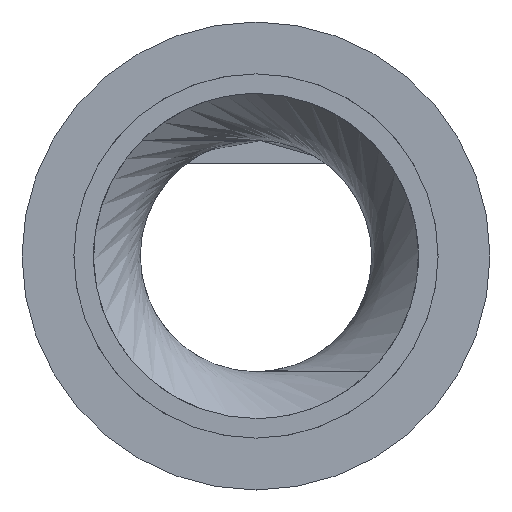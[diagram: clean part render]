
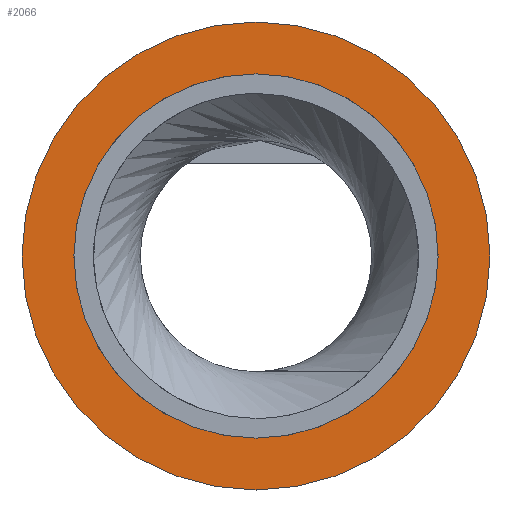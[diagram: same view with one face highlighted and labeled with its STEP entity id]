
A CAD part, front view. The second image highlights one B-rep face of the part: STEP entity #2066.
In plain terms, the highlighted planar face has unit normal (0, -1, 0).
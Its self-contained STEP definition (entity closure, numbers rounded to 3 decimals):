
#16 = CARTESIAN_POINT ( 'NONE',  ( 0., -16., -6.59 ) ) ;
#122 = DIRECTION ( 'NONE',  ( 0., -1., 0. ) ) ;
#203 = CIRCLE ( 'NONE', #1085, 3.25 ) ;
#272 = DIRECTION ( 'NONE',  ( 0., 0., -1. ) ) ;
#311 = DIRECTION ( 'NONE',  ( 0., -1., 0. ) ) ;
#316 = EDGE_LOOP ( 'NONE', ( #571, #555 ) ) ;
#326 = EDGE_CURVE ( 'NONE', #1308, #749, #203, .T. ) ;
#372 = CARTESIAN_POINT ( 'NONE',  ( 0., -16., -2.415 ) ) ;
#402 = PLANE ( 'NONE',  #2724 ) ;
#491 = ORIENTED_EDGE ( 'NONE', *, *, #1628, .F. ) ;
#555 = ORIENTED_EDGE ( 'NONE', *, *, #1610, .T. ) ;
#571 = ORIENTED_EDGE ( 'NONE', *, *, #2238, .T. ) ;
#672 = CARTESIAN_POINT ( 'NONE',  ( 0., -16., 1.76 ) ) ;
#704 = VERTEX_POINT ( 'NONE', #672 ) ;
#708 = EDGE_LOOP ( 'NONE', ( #491, #3017 ) ) ;
#749 = VERTEX_POINT ( 'NONE', #928 ) ;
#836 = CARTESIAN_POINT ( 'NONE',  ( 0., -16., -2.415 ) ) ;
#857 = DIRECTION ( 'NONE',  ( 0., 0., -1. ) ) ;
#928 = CARTESIAN_POINT ( 'NONE',  ( 0., -16., -5.665 ) ) ;
#1027 = FACE_BOUND ( 'NONE', #708, .T. ) ;
#1085 = AXIS2_PLACEMENT_3D ( 'NONE', #836, #1583, #857 ) ;
#1088 = CARTESIAN_POINT ( 'NONE',  ( 0., -16., -5.665 ) ) ;
#1153 = CARTESIAN_POINT ( 'NONE',  ( 0., -16., -2.415 ) ) ;
#1308 = VERTEX_POINT ( 'NONE', #1632 ) ;
#1519 = CARTESIAN_POINT ( 'NONE',  ( 0., -16., -2.415 ) ) ;
#1583 = DIRECTION ( 'NONE',  ( 0., -1., 0. ) ) ;
#1610 = EDGE_CURVE ( 'NONE', #704, #2773, #2091, .T. ) ;
#1628 = EDGE_CURVE ( 'NONE', #749, #1308, #1953, .T. ) ;
#1632 = CARTESIAN_POINT ( 'NONE',  ( 0., -16., 0.835 ) ) ;
#1953 = CIRCLE ( 'NONE', #1956, 3.25 ) ;
#1956 = AXIS2_PLACEMENT_3D ( 'NONE', #372, #122, #3047 ) ;
#2066 = ADVANCED_FACE ( 'NONE', ( #2198, #1027 ), #402, .T. ) ;
#2091 = CIRCLE ( 'NONE', #2592, 4.175 ) ;
#2097 = DIRECTION ( 'NONE',  ( 0., -1., 0. ) ) ;
#2198 = FACE_OUTER_BOUND ( 'NONE', #316, .T. ) ;
#2238 = EDGE_CURVE ( 'NONE', #2773, #704, #2694, .T. ) ;
#2295 = DIRECTION ( 'NONE',  ( 0., 0., -1. ) ) ;
#2592 = AXIS2_PLACEMENT_3D ( 'NONE', #1519, #311, #272 ) ;
#2694 = CIRCLE ( 'NONE', #2892, 4.175 ) ;
#2724 = AXIS2_PLACEMENT_3D ( 'NONE', #1088, #2097, #2295 ) ;
#2773 = VERTEX_POINT ( 'NONE', #16 ) ;
#2860 = DIRECTION ( 'NONE',  ( 0., -1., 0. ) ) ;
#2892 = AXIS2_PLACEMENT_3D ( 'NONE', #1153, #2860, #3107 ) ;
#3017 = ORIENTED_EDGE ( 'NONE', *, *, #326, .F. ) ;
#3047 = DIRECTION ( 'NONE',  ( 0., 0., -1. ) ) ;
#3107 = DIRECTION ( 'NONE',  ( 0., 0., -1. ) ) ;
